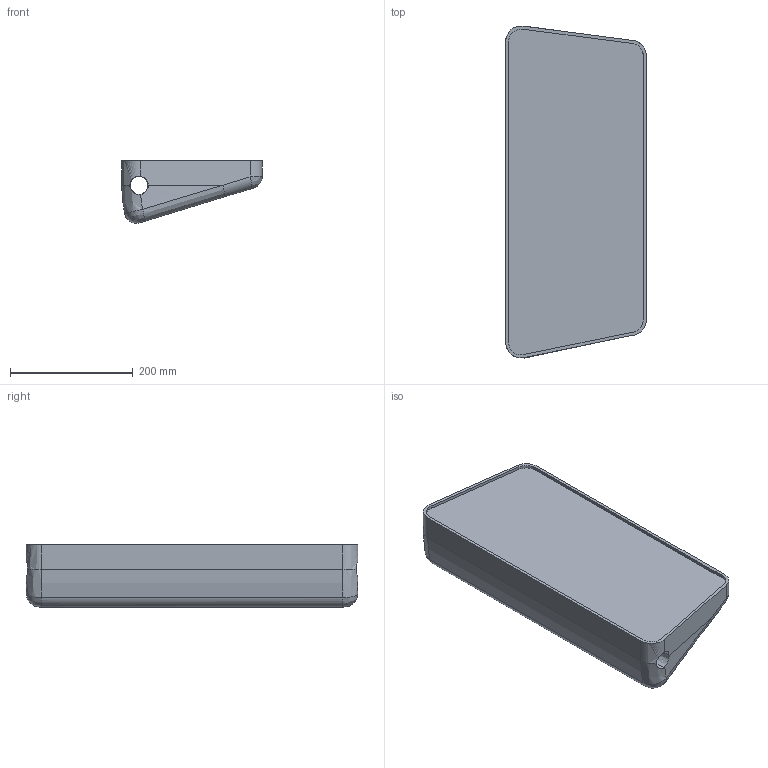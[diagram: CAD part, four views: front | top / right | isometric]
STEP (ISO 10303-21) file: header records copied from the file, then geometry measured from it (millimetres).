
FILE_DESCRIPTION (( 'STEP AP203' ), '1' );
FILE_NAME ('M5 - MirrorModel_004_Ayna_01.IGS_Default_sldprt.STEP', '2023-01-17T08:10:30', ( '' ), ( '' ), 'SwSTEP 2.0', 'SolidWorks 2019', '' );
FILE_SCHEMA (( 'CONFIG_CONTROL_DESIGN' ));
Length unit declared in the file: millimetre
Products named in the file (1): M5 - MirrorModel_004_Ayna_01.IGS_Default_sldprt
Bounding box: 228.96 x 540.86 x 101.68 mm (x, y, z)
Volume: 7673089.1 mm3; surface area: 387636.9 mm2
Topology: 1 solids, 1 shells, 36 faces, 92 edges, 57 vertices
Faces by surface type: bspline 36
Entity records: 3165 total; most frequent: CARTESIAN_POINT 2559, ORIENTED_EDGE 184, EDGE_CURVE 92, B_SPLINE_CURVE_WITH_KNOTS 68, VERTEX_POINT 57, EDGE_LOOP 37, FACE_OUTER_BOUND 36, ADVANCED_FACE 36
